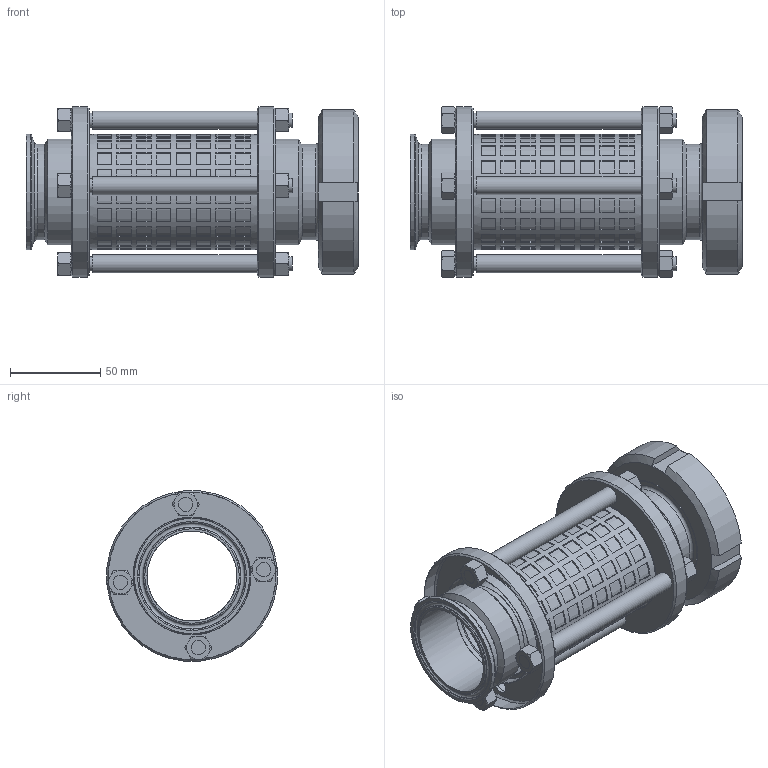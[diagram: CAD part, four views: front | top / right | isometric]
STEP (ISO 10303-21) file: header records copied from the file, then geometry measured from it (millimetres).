
FILE_DESCRIPTION(/* description */ (''),/* implementation_level */ '2;1');
FILE_NAME(/* name */ '51100050000.stp',/* time_stamp */ '2016-03-16T07:58:31+01:00',/* author */ ('Struska'),/* organization */ ('BUPOSPOL'),/* preprocessor_version */ 'ST-DEVELOPER v15.6',/* originating_system */ 'Autodesk Inventor 2015',/* authorisation */ '');
FILE_SCHEMA (('CONFIG_CONTROL_DESIGN'));
Length unit declared in the file: millimetre
Products named in the file (1): 51100050000
Bounding box: 184.4 x 94.7 x 94.64 mm (x, y, z)
Volume: 321301.8 mm3; surface area: 145144.1 mm2
Topology: 2 solids, 12 shells, 883 faces, 2381 edges, 1541 vertices
Faces by surface type: plane 687, cone 137, cylinder 53, torus 6
Full cylindrical faces by diameter (mm): 8 x20, 10 x4, 50 x3, 51 x2, 53 x2, 59 x2, 60 x3, 61 x1, 62 x1, 62.4 x1, 64 x2, 65 x2, 65.5 x2, 74.19 x1, 78 x1, 95 x2
Entity records: 28476 total; most frequent: CARTESIAN_POINT 5132, DIRECTION 4656, ORIENTED_EDGE 4552, EDGE_CURVE 2276, AXIS2_PLACEMENT_3D 1720, VERTEX_POINT 1524, EDGE_LOOP 1310, LINE 1216
